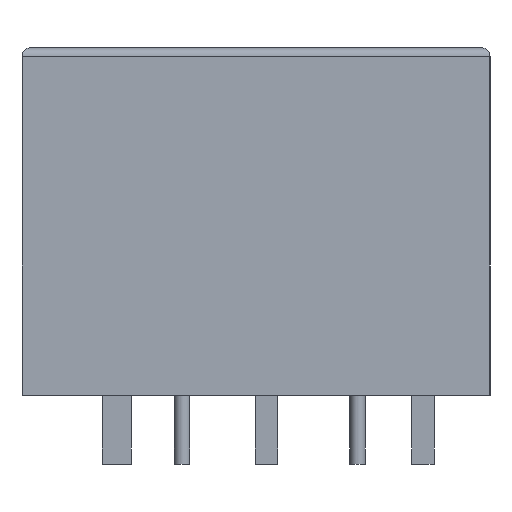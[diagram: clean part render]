
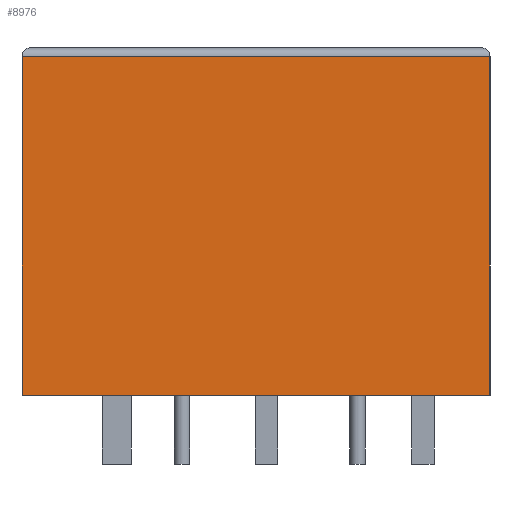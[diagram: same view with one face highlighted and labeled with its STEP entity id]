
A CAD part, left-side view. The second image highlights one B-rep face of the part: STEP entity #8976.
In plain terms, the highlighted planar face has unit normal (-1, 0, 0).
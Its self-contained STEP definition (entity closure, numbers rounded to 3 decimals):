
#274=PLANE('',#9231);
#753=FACE_OUTER_BOUND('',#1256,.T.);
#1256=EDGE_LOOP('',(#8150,#8151,#8152,#8153));
#2026=LINE('',#17399,#2833);
#2032=LINE('',#17415,#2839);
#2042=LINE('',#17437,#2849);
#2044=LINE('',#17440,#2851);
#2833=VECTOR('',#10387,10.);
#2839=VECTOR('',#10405,10.);
#2849=VECTOR('',#10427,10.);
#2851=VECTOR('',#10431,10.);
#4245=VERTEX_POINT('',#17393);
#4246=VERTEX_POINT('',#17397);
#4250=VERTEX_POINT('',#17413);
#4256=VERTEX_POINT('',#17436);
#5544=EDGE_CURVE('',#4246,#4245,#2026,.T.);
#5552=EDGE_CURVE('',#4250,#4246,#2032,.T.);
#5562=EDGE_CURVE('',#4256,#4245,#2042,.T.);
#5564=EDGE_CURVE('',#4250,#4256,#2044,.T.);
#8150=ORIENTED_EDGE('',*,*,#5544,.F.);
#8151=ORIENTED_EDGE('',*,*,#5552,.F.);
#8152=ORIENTED_EDGE('',*,*,#5564,.T.);
#8153=ORIENTED_EDGE('',*,*,#5562,.T.);
#8976=ADVANCED_FACE('',(#753),#274,.T.);
#9231=AXIS2_PLACEMENT_3D('',#17439,#10429,#10430);
#10387=DIRECTION('',(0.,-1.,0.));
#10405=DIRECTION('',(0.,0.,1.));
#10427=DIRECTION('',(0.,0.,1.));
#10429=DIRECTION('center_axis',(-1.,0.,0.));
#10430=DIRECTION('ref_axis',(0.,-1.,0.));
#10431=DIRECTION('',(0.,-1.,0.));
#17393=CARTESIAN_POINT('',(-27.8,-13.,19.7));
#17397=CARTESIAN_POINT('',(-27.8,14.2,19.7));
#17399=CARTESIAN_POINT('',(-27.8,7.4,19.7));
#17413=CARTESIAN_POINT('',(-27.8,14.2,0.));
#17415=CARTESIAN_POINT('',(-27.8,14.2,0.));
#17436=CARTESIAN_POINT('',(-27.8,-13.,0.));
#17437=CARTESIAN_POINT('',(-27.8,-13.,0.));
#17439=CARTESIAN_POINT('Origin',(-27.8,14.2,0.));
#17440=CARTESIAN_POINT('',(-27.8,14.2,0.));
